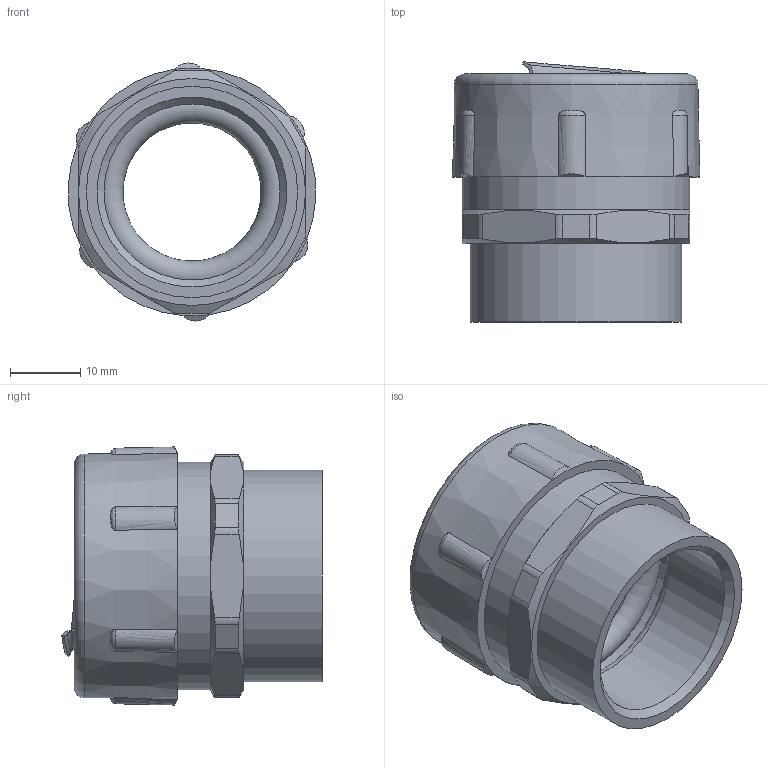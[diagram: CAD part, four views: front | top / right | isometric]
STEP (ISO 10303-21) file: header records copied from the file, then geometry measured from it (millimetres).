
FILE_DESCRIPTION(/* description */ (''),/* implementation_level */ '2;1');
FILE_NAME(/* name */ 'РКВ-20.stp',/* time_stamp */ '2021-06-08T12:35:20+07:00',/* author */ ('zeta-09'),/* organization */ (''),/* preprocessor_version */ 'ST-DEVELOPER v18.1',/* originating_system */ 'Autodesk Inventor 2021',/* authorisation */ '');
FILE_SCHEMA (('AUTOMOTIVE_DESIGN { 1 0 10303 214 3 1 1 }'));
Length unit declared in the file: millimetre
Products named in the file (1): РКВ-20
Bounding box: 35.3 x 37.15 x 36.81 mm (x, y, z)
Volume: 10462.3 mm3; surface area: 15051.4 mm2
Topology: 9 solids, 9 shells, 101 faces, 283 edges, 202 vertices
Faces by surface type: bspline 30, plane 26, cylinder 24, cone 15, torus 6
Full cylindrical faces by diameter (mm): 19.7 x1, 20.5 x1, 25.1 x1, 26.7 x1, 27.3 x1, 28.1 x1, 28.2 x1, 28.9 x1, 30.15 x1, 30.7 x1, 31.5 x1, 32.5 x1
Entity records: 4527 total; most frequent: CARTESIAN_POINT 1876, ORIENTED_EDGE 576, DIRECTION 451, EDGE_CURVE 288, VERTEX_POINT 207, AXIS2_PLACEMENT_3D 191, CIRCLE 119, STYLED_ITEM 110
